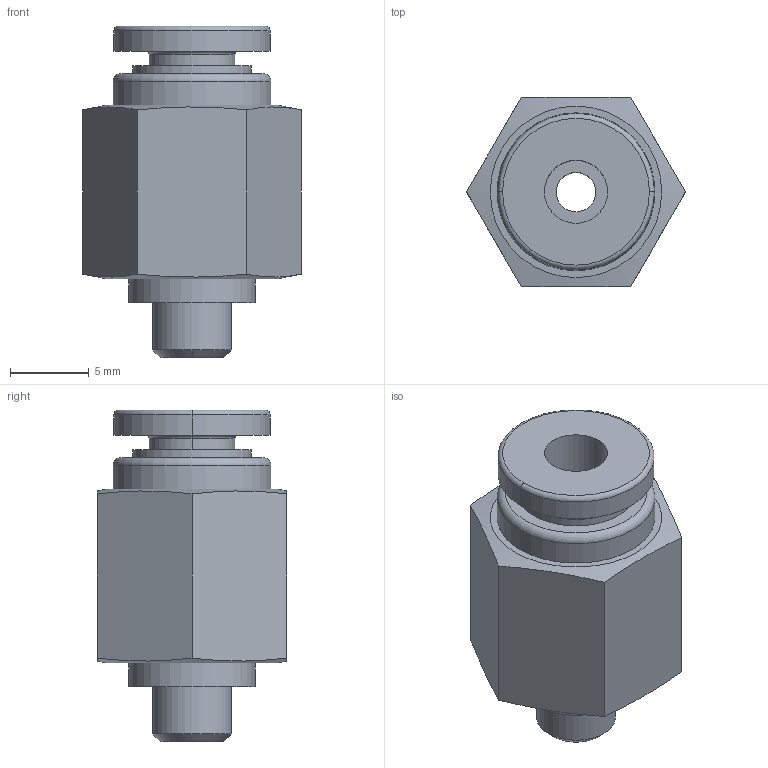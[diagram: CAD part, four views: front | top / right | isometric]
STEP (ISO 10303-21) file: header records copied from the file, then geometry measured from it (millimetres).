
FILE_DESCRIPTION(/* description */ (''),/* implementation_level */ '2;1');
FILE_NAME(/* name */ 'PC4-M5.stp',/* time_stamp */ '2025-05-12T14:28:24-04:00',/* author */ ('esanner'),/* organization */ (''),/* preprocessor_version */ 'ST-DEVELOPER v19',/* originating_system */ 'AutoCAD Mechanical',/* authorisation */ '');
FILE_SCHEMA (('AUTOMOTIVE_DESIGN { 1 0 10303 214 3 1 1 }'));
Length unit declared in the file: millimetre
Products named in the file (1): Product
Bounding box: 13.86 x 12 x 21 mm (x, y, z)
Volume: 1618.3 mm3; surface area: 1237.4 mm2
Topology: 1 solids, 1 shells, 34 faces, 69 edges, 44 vertices
Faces by surface type: plane 15, cylinder 10, torus 5, cone 4
Full cylindrical faces by diameter (mm): 2.5 x1, 4 x1, 5 x1, 7.5 x1, 8 x1, 10 x1
Entity records: 926 total; most frequent: CARTESIAN_POINT 174, DIRECTION 165, ORIENTED_EDGE 140, AXIS2_PLACEMENT_3D 72, EDGE_CURVE 70, VERTEX_POINT 45, EDGE_LOOP 43, CIRCLE 37
